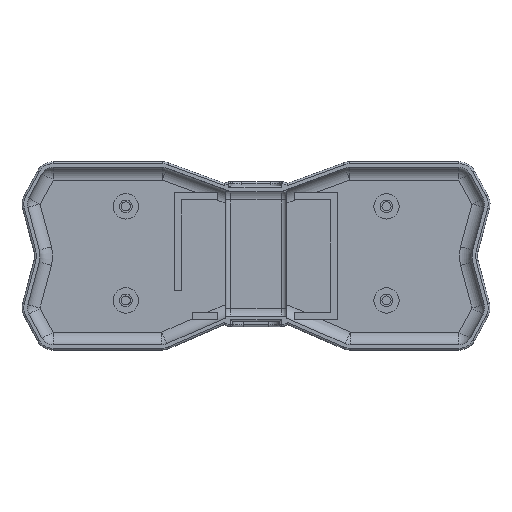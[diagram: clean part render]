
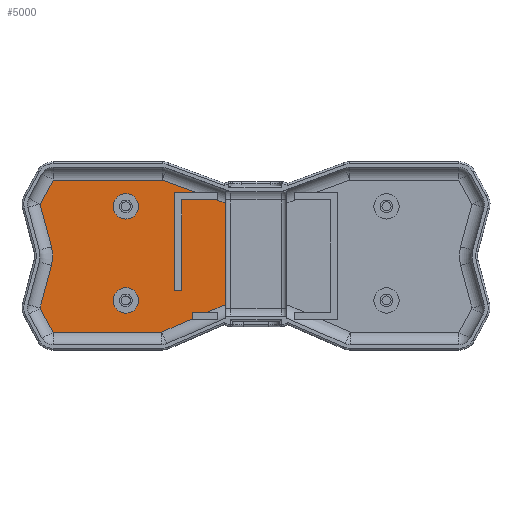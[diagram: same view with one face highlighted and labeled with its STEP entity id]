
A CAD part, top view. The second image highlights one B-rep face of the part: STEP entity #5000.
In plain terms, the highlighted planar face has unit normal (0, 0, 1).
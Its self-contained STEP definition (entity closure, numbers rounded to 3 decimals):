
#111=FACE_BOUND('',#755,.T.);
#112=FACE_BOUND('',#756,.T.);
#218=PLANE('',#5508);
#427=FACE_OUTER_BOUND('',#754,.T.);
#754=EDGE_LOOP('',(#4008,#4009,#4010,#4011,#4012,#4013,#4014,#4015,#4016,
#4017,#4018,#4019,#4020,#4021,#4022,#4023,#4024,#4025,#4026));
#755=EDGE_LOOP('',(#4027));
#756=EDGE_LOOP('',(#4028));
#1137=LINE('',#8398,#1547);
#1146=LINE('',#8420,#1556);
#1147=LINE('',#8424,#1557);
#1149=LINE('',#8430,#1559);
#1184=LINE('',#8536,#1594);
#1188=LINE('',#8544,#1598);
#1195=LINE('',#8561,#1605);
#1196=LINE('',#8564,#1606);
#1199=LINE('',#8569,#1609);
#1201=LINE('',#8574,#1611);
#1203=LINE('',#8590,#1613);
#1212=LINE('',#8648,#1622);
#1213=LINE('',#8650,#1623);
#1214=LINE('',#8652,#1624);
#1215=LINE('',#8654,#1625);
#1216=LINE('',#8658,#1626);
#1217=LINE('',#8660,#1627);
#1218=LINE('',#8661,#1628);
#1547=VECTOR('',#6552,10.);
#1556=VECTOR('',#6573,10.);
#1557=VECTOR('',#6578,10.);
#1559=VECTOR('',#6584,10.);
#1594=VECTOR('',#6669,10.);
#1598=VECTOR('',#6675,10.);
#1605=VECTOR('',#6690,10.);
#1606=VECTOR('',#6693,10.);
#1609=VECTOR('',#6698,10.);
#1611=VECTOR('',#6704,10.);
#1613=VECTOR('',#6710,10.);
#1622=VECTOR('',#6783,10.);
#1623=VECTOR('',#6784,10.);
#1624=VECTOR('',#6785,10.);
#1625=VECTOR('',#6786,10.);
#1626=VECTOR('',#6789,10.);
#1627=VECTOR('',#6790,10.);
#1628=VECTOR('',#6791,10.);
#1902=CIRCLE('',#5505,3.5);
#1904=CIRCLE('',#5509,10.);
#1905=CIRCLE('',#5510,3.5);
#2287=VERTEX_POINT('',#8394);
#2289=VERTEX_POINT('',#8397);
#2296=VERTEX_POINT('',#8417);
#2297=VERTEX_POINT('',#8423);
#2299=VERTEX_POINT('',#8428);
#2335=VERTEX_POINT('',#8532);
#2337=VERTEX_POINT('',#8535);
#2340=VERTEX_POINT('',#8543);
#2344=VERTEX_POINT('',#8555);
#2346=VERTEX_POINT('',#8559);
#2347=VERTEX_POINT('',#8563);
#2349=VERTEX_POINT('',#8573);
#2353=VERTEX_POINT('',#8588);
#2369=VERTEX_POINT('',#8641);
#2371=VERTEX_POINT('',#8649);
#2372=VERTEX_POINT('',#8651);
#2373=VERTEX_POINT('',#8653);
#2374=VERTEX_POINT('',#8655);
#2375=VERTEX_POINT('',#8657);
#2376=VERTEX_POINT('',#8659);
#2377=VERTEX_POINT('',#8662);
#2853=EDGE_CURVE('',#2289,#2287,#1137,.T.);
#2865=EDGE_CURVE('',#2296,#2289,#1146,.T.);
#2866=EDGE_CURVE('',#2297,#2296,#1147,.T.);
#2870=EDGE_CURVE('',#2287,#2299,#1149,.T.);
#2918=EDGE_CURVE('',#2337,#2335,#1184,.T.);
#2922=EDGE_CURVE('',#2340,#2337,#1188,.T.);
#2931=EDGE_CURVE('',#2344,#2346,#1195,.T.);
#2932=EDGE_CURVE('',#2346,#2347,#1196,.T.);
#2935=EDGE_CURVE('',#2347,#2340,#1199,.T.);
#2937=EDGE_CURVE('',#2349,#2344,#1201,.T.);
#2942=EDGE_CURVE('',#2335,#2353,#1203,.T.);
#2965=EDGE_CURVE('',#2369,#2369,#1902,.T.);
#2968=EDGE_CURVE('',#2349,#2299,#1212,.T.);
#2969=EDGE_CURVE('',#2353,#2371,#1213,.T.);
#2970=EDGE_CURVE('',#2371,#2372,#1214,.T.);
#2971=EDGE_CURVE('',#2372,#2373,#1215,.T.);
#2972=EDGE_CURVE('',#2373,#2374,#1904,.T.);
#2973=EDGE_CURVE('',#2374,#2375,#1216,.T.);
#2974=EDGE_CURVE('',#2375,#2376,#1217,.T.);
#2975=EDGE_CURVE('',#2376,#2297,#1218,.T.);
#2976=EDGE_CURVE('',#2377,#2377,#1905,.T.);
#4008=ORIENTED_EDGE('',*,*,#2853,.T.);
#4009=ORIENTED_EDGE('',*,*,#2870,.T.);
#4010=ORIENTED_EDGE('',*,*,#2968,.F.);
#4011=ORIENTED_EDGE('',*,*,#2937,.T.);
#4012=ORIENTED_EDGE('',*,*,#2931,.T.);
#4013=ORIENTED_EDGE('',*,*,#2932,.T.);
#4014=ORIENTED_EDGE('',*,*,#2935,.T.);
#4015=ORIENTED_EDGE('',*,*,#2922,.T.);
#4016=ORIENTED_EDGE('',*,*,#2918,.T.);
#4017=ORIENTED_EDGE('',*,*,#2942,.T.);
#4018=ORIENTED_EDGE('',*,*,#2969,.T.);
#4019=ORIENTED_EDGE('',*,*,#2970,.T.);
#4020=ORIENTED_EDGE('',*,*,#2971,.T.);
#4021=ORIENTED_EDGE('',*,*,#2972,.T.);
#4022=ORIENTED_EDGE('',*,*,#2973,.T.);
#4023=ORIENTED_EDGE('',*,*,#2974,.T.);
#4024=ORIENTED_EDGE('',*,*,#2975,.T.);
#4025=ORIENTED_EDGE('',*,*,#2866,.T.);
#4026=ORIENTED_EDGE('',*,*,#2865,.T.);
#4027=ORIENTED_EDGE('',*,*,#2976,.T.);
#4028=ORIENTED_EDGE('',*,*,#2965,.T.);
#5000=ADVANCED_FACE('',(#427,#111,#112),#218,.F.);
#5505=AXIS2_PLACEMENT_3D('',#8642,#6774,#6775);
#5508=AXIS2_PLACEMENT_3D('',#8647,#6781,#6782);
#5509=AXIS2_PLACEMENT_3D('',#8656,#6787,#6788);
#5510=AXIS2_PLACEMENT_3D('',#8663,#6792,#6793);
#6552=DIRECTION('',(1.,0.,0.));
#6573=DIRECTION('',(0.,1.,0.));
#6578=DIRECTION('',(0.918,0.398,0.));
#6584=DIRECTION('',(0.918,0.398,0.));
#6669=DIRECTION('',(1.,0.,0.));
#6675=DIRECTION('',(0.,1.,0.));
#6690=DIRECTION('',(-1.,0.,0.));
#6693=DIRECTION('',(0.,-1.,0.));
#6698=DIRECTION('',(-1.,0.,0.));
#6704=DIRECTION('',(-0.939,0.344,0.));
#6710=DIRECTION('',(-0.939,0.344,0.));
#6774=DIRECTION('center_axis',(0.,0.,-1.));
#6775=DIRECTION('ref_axis',(1.,0.,0.));
#6781=DIRECTION('center_axis',(0.,0.,-1.));
#6782=DIRECTION('ref_axis',(-1.,0.,0.));
#6783=DIRECTION('',(0.,-1.,0.));
#6784=DIRECTION('',(-1.,0.,0.));
#6785=DIRECTION('',(-0.479,-0.878,0.));
#6786=DIRECTION('',(0.258,-0.966,0.));
#6787=DIRECTION('center_axis',(0.,0.,-1.));
#6788=DIRECTION('ref_axis',(1.,0.,0.));
#6789=DIRECTION('',(-0.258,-0.966,0.));
#6790=DIRECTION('',(0.479,-0.878,0.));
#6791=DIRECTION('',(1.,0.,0.));
#6792=DIRECTION('center_axis',(0.,0.,-1.));
#6793=DIRECTION('ref_axis',(1.,0.,0.));
#8394=CARTESIAN_POINT('',(-13.344,-15.5,-15.));
#8397=CARTESIAN_POINT('',(-17.5,-15.5,-15.));
#8398=CARTESIAN_POINT('',(-5.25,-15.5,-15.));
#8417=CARTESIAN_POINT('',(-17.5,-17.301,-15.));
#8420=CARTESIAN_POINT('',(-17.5,-7.75,-15.));
#8423=CARTESIAN_POINT('',(-26.037,-21.,-15.));
#8424=CARTESIAN_POINT('',(-4.221,-11.547,-15.));
#8428=CARTESIAN_POINT('',(-8.5,-13.401,-15.));
#8430=CARTESIAN_POINT('',(-4.221,-11.547,-15.));
#8532=CARTESIAN_POINT('',(-16.342,17.5,-15.));
#8535=CARTESIAN_POINT('',(-22.5,17.5,-15.));
#8536=CARTESIAN_POINT('',(-5.25,17.5,-15.));
#8543=CARTESIAN_POINT('',(-22.5,-9.5,-15.));
#8544=CARTESIAN_POINT('',(-22.5,8.75,-15.));
#8555=CARTESIAN_POINT('',(-10.888,15.5,-15.));
#8559=CARTESIAN_POINT('',(-20.5,15.5,-15.));
#8561=CARTESIAN_POINT('',(-10.25,15.5,-15.));
#8563=CARTESIAN_POINT('',(-20.5,-9.5,-15.));
#8564=CARTESIAN_POINT('',(-20.5,-4.75,-15.));
#8569=CARTESIAN_POINT('',(-11.25,-9.5,-15.));
#8573=CARTESIAN_POINT('',(-8.5,14.624,-15.));
#8574=CARTESIAN_POINT('',(-11.501,15.725,-15.));
#8588=CARTESIAN_POINT('',(-25.888,21.,-15.));
#8590=CARTESIAN_POINT('',(-11.501,15.725,-15.));
#8641=CARTESIAN_POINT('',(-39.451,13.717,-15.));
#8642=CARTESIAN_POINT('Origin',(-35.951,13.717,-15.));
#8647=CARTESIAN_POINT('Origin',(0.,0.,-15.));
#8648=CARTESIAN_POINT('',(-8.5,-9.75,-15.));
#8649=CARTESIAN_POINT('',(-56.032,21.,-15.));
#8650=CARTESIAN_POINT('',(-29.5,21.,-15.));
#8651=CARTESIAN_POINT('',(-59.654,14.359,-15.));
#8652=CARTESIAN_POINT('',(-56.311,20.488,-15.));
#8653=CARTESIAN_POINT('',(-56.512,2.576,-15.));
#8654=CARTESIAN_POINT('',(-54.144,-6.305,-15.));
#8655=CARTESIAN_POINT('',(-56.512,-2.578,-15.));
#8656=CARTESIAN_POINT('Origin',(-66.175,-0.001,
-15.));
#8657=CARTESIAN_POINT('',(-59.654,-14.36,-15.));
#8658=CARTESIAN_POINT('',(-56.144,-1.195,-15.));
#8659=CARTESIAN_POINT('',(-56.032,-21.,-15.));
#8660=CARTESIAN_POINT('',(-53.311,-25.989,-15.));
#8661=CARTESIAN_POINT('',(-12.5,-21.,-15.));
#8662=CARTESIAN_POINT('',(-39.451,-12.283,-15.));
#8663=CARTESIAN_POINT('Origin',(-35.951,-12.283,-15.));
